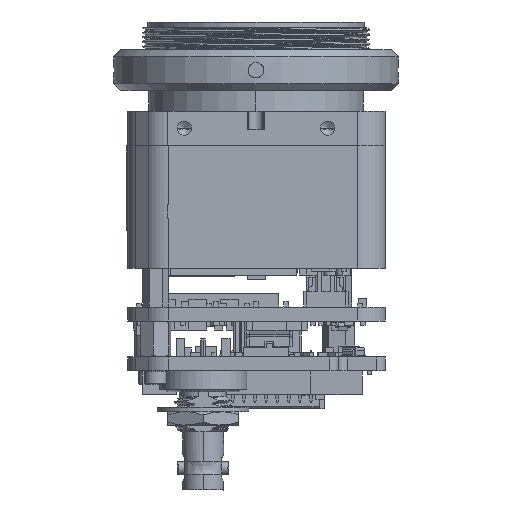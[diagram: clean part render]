
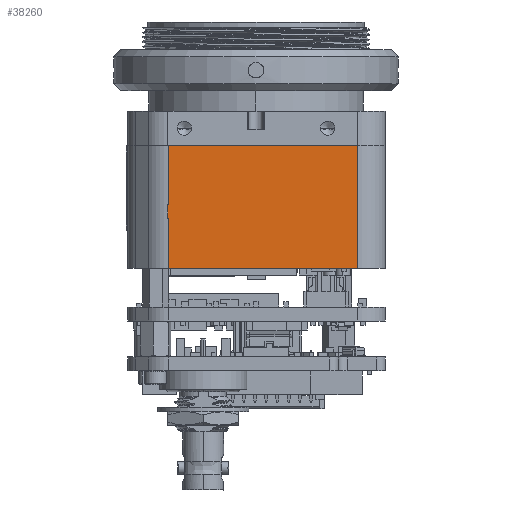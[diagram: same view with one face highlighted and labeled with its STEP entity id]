
A CAD part, front view. The second image highlights one B-rep face of the part: STEP entity #38260.
In plain terms, the highlighted planar face has unit normal (0, -1, 0).
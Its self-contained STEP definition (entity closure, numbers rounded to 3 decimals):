
#8 = CARTESIAN_POINT ( 'NONE',  ( -9.794, -17.559, -2.659 ) ) ;
#3689 = CARTESIAN_POINT ( 'NONE',  ( -9.826, -17.559, -1.13 ) ) ;
#4582 = VERTEX_POINT ( 'NONE', #59486 ) ;
#4776 = DIRECTION ( 'NONE',  ( 1., 0., 0. ) ) ;
#5393 = CARTESIAN_POINT ( 'NONE',  ( -9.81, -17.559, -1.13 ) ) ;
#5584 = CARTESIAN_POINT ( 'NONE',  ( -9.826, -17.559, -2.15 ) ) ;
#7200 = B_SPLINE_CURVE_WITH_KNOTS ( 'NONE', 3,
 ( #34221, #62022, #5584, #32424 ),
 .UNSPECIFIED., .F., .F.,
 ( 4, 4 ),
 ( 0., 1. ),
 .UNSPECIFIED. ) ;
#7905 = FACE_OUTER_BOUND ( 'NONE', #12527, .T. ) ;
#12527 = EDGE_LOOP ( 'NONE', ( #87755, #84106, #16020, #39501, #66895, #73217, #50817, #45040 ) ) ;
#13195 = CARTESIAN_POINT ( 'NONE',  ( -9.81, -17.559, -2.659 ) ) ;
#13698 = EDGE_CURVE ( 'NONE', #61066, #4582, #47943, .T. ) ;
#14089 = CARTESIAN_POINT ( 'NONE',  ( -9.826, -17.559, -2.659 ) ) ;
#16020 = ORIENTED_EDGE ( 'NONE', *, *, #81085, .F. ) ;
#17140 = LINE ( 'NONE', #37156, #49885 ) ;
#17701 = CARTESIAN_POINT ( 'NONE',  ( -9.778, -17.559, -8.26 ) ) ;
#17997 = CARTESIAN_POINT ( 'NONE',  ( -9.778, -17.559, -1.13 ) ) ;
#18775 = CARTESIAN_POINT ( 'NONE',  ( 11.317, -17.559, -8.26 ) ) ;
#25159 = AXIS2_PLACEMENT_3D ( 'NONE', #62560, #27915, #75760 ) ;
#25377 = CARTESIAN_POINT ( 'NONE',  ( -9.794, -17.559, -1.13 ) ) ;
#27235 = LINE ( 'NONE', #56373, #72604 ) ;
#27915 = DIRECTION ( 'NONE',  ( 0., -1., 0. ) ) ;
#28823 = PLANE ( 'NONE',  #25159 ) ;
#30741 = VERTEX_POINT ( 'NONE', #84239 ) ;
#30825 = EDGE_CURVE ( 'NONE', #39118, #83502, #78307, .T. ) ;
#32424 = CARTESIAN_POINT ( 'NONE',  ( -9.826, -17.559, -2.659 ) ) ;
#33436 = LINE ( 'NONE', #67162, #51241 ) ;
#34221 = CARTESIAN_POINT ( 'NONE',  ( -9.826, -17.559, -1.13 ) ) ;
#35432 = DIRECTION ( 'NONE',  ( 0., 0., 1. ) ) ;
#37156 = CARTESIAN_POINT ( 'NONE',  ( 11.317, -17.559, -6.785 ) ) ;
#38260 = ADVANCED_FACE ( 'NONE', ( #7905 ), #28823, .T. ) ;
#39118 = VERTEX_POINT ( 'NONE', #87779 ) ;
#39501 = ORIENTED_EDGE ( 'NONE', *, *, #73792, .F. ) ;
#40080 = EDGE_CURVE ( 'NONE', #83502, #78268, #17140, .T. ) ;
#40435 = CARTESIAN_POINT ( 'NONE',  ( -9.826, -17.559, -1.13 ) ) ;
#45040 = ORIENTED_EDGE ( 'NONE', *, *, #30825, .T. ) ;
#45185 = DIRECTION ( 'NONE',  ( 0., 0., 1. ) ) ;
#45359 = EDGE_CURVE ( 'NONE', #39118, #4582, #52911, .T. ) ;
#45475 = DIRECTION ( 'NONE',  ( 1., 0., 0. ) ) ;
#45658 = EDGE_CURVE ( 'NONE', #30741, #78268, #33436, .T. ) ;
#47943 = B_SPLINE_CURVE_WITH_KNOTS ( 'NONE', 3,
 ( #14089, #13195, #8, #89241 ),
 .UNSPECIFIED., .F., .F.,
 ( 4, 4 ),
 ( 0., 1. ),
 .UNSPECIFIED. ) ;
#49885 = VECTOR ( 'NONE', #64982, 1000. ) ;
#50817 = ORIENTED_EDGE ( 'NONE', *, *, #45359, .F. ) ;
#51241 = VECTOR ( 'NONE', #4776, 1000. ) ;
#52911 = LINE ( 'NONE', #67031, #68666 ) ;
#56373 = CARTESIAN_POINT ( 'NONE',  ( -9.778, -17.559, -6.785 ) ) ;
#56594 = VECTOR ( 'NONE', #45475, 1000. ) ;
#59486 = CARTESIAN_POINT ( 'NONE',  ( -9.778, -17.559, -2.659 ) ) ;
#61066 = VERTEX_POINT ( 'NONE', #87555 ) ;
#61897 = EDGE_CURVE ( 'NONE', #83984, #61066, #7200, .T. ) ;
#62022 = CARTESIAN_POINT ( 'NONE',  ( -9.826, -17.559, -1.64 ) ) ;
#62560 = CARTESIAN_POINT ( 'NONE',  ( -9.778, -17.559, -6.785 ) ) ;
#64982 = DIRECTION ( 'NONE',  ( 0., 0., 1. ) ) ;
#66895 = ORIENTED_EDGE ( 'NONE', *, *, #61897, .T. ) ;
#67031 = CARTESIAN_POINT ( 'NONE',  ( -9.778, -17.559, -6.785 ) ) ;
#67162 = CARTESIAN_POINT ( 'NONE',  ( -9.778, -17.559, 5.486 ) ) ;
#68666 = VECTOR ( 'NONE', #45185, 1000. ) ;
#72604 = VECTOR ( 'NONE', #35432, 1000. ) ;
#73217 = ORIENTED_EDGE ( 'NONE', *, *, #13698, .T. ) ;
#73792 = EDGE_CURVE ( 'NONE', #83984, #86874, #87932, .T. ) ;
#75760 = DIRECTION ( 'NONE',  ( 0., 0., -1. ) ) ;
#78268 = VERTEX_POINT ( 'NONE', #78672 ) ;
#78307 = LINE ( 'NONE', #17701, #56594 ) ;
#78672 = CARTESIAN_POINT ( 'NONE',  ( 11.317, -17.559, 5.486 ) ) ;
#81085 = EDGE_CURVE ( 'NONE', #86874, #30741, #27235, .T. ) ;
#83502 = VERTEX_POINT ( 'NONE', #18775 ) ;
#83984 = VERTEX_POINT ( 'NONE', #3689 ) ;
#84106 = ORIENTED_EDGE ( 'NONE', *, *, #45658, .F. ) ;
#84239 = CARTESIAN_POINT ( 'NONE',  ( -9.778, -17.559, 5.486 ) ) ;
#86874 = VERTEX_POINT ( 'NONE', #17997 ) ;
#87555 = CARTESIAN_POINT ( 'NONE',  ( -9.826, -17.559, -2.659 ) ) ;
#87755 = ORIENTED_EDGE ( 'NONE', *, *, #40080, .T. ) ;
#87779 = CARTESIAN_POINT ( 'NONE',  ( -9.778, -17.559, -8.26 ) ) ;
#87932 = B_SPLINE_CURVE_WITH_KNOTS ( 'NONE', 3,
 ( #40435, #5393, #25377, #88274 ),
 .UNSPECIFIED., .F., .F.,
 ( 4, 4 ),
 ( 0., 1. ),
 .UNSPECIFIED. ) ;
#88274 = CARTESIAN_POINT ( 'NONE',  ( -9.778, -17.559, -1.13 ) ) ;
#89241 = CARTESIAN_POINT ( 'NONE',  ( -9.778, -17.559, -2.659 ) ) ;
